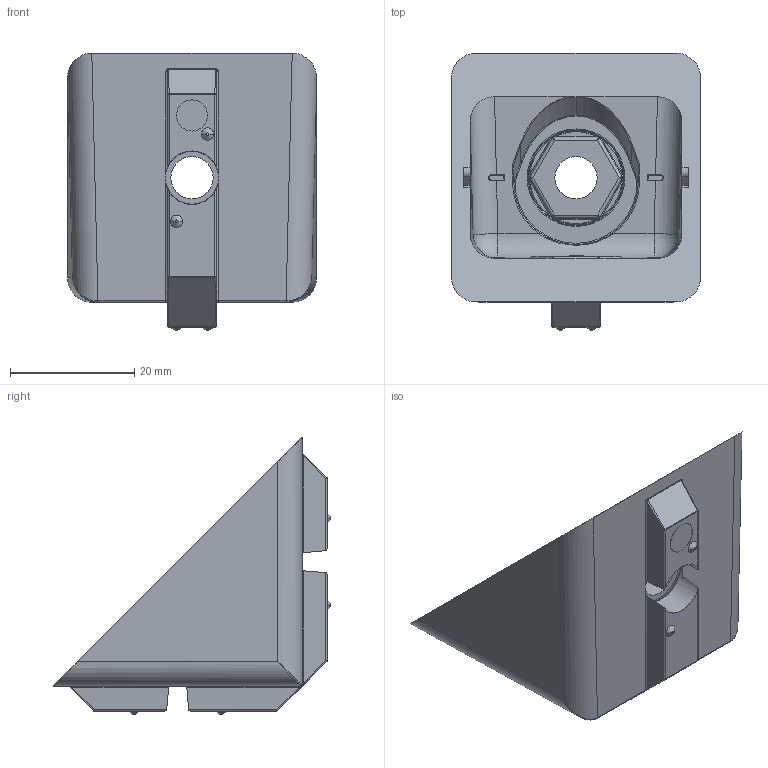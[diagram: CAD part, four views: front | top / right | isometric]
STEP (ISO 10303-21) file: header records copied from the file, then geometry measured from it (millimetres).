
FILE_DESCRIPTION (( 'STEP AP214' ), '1' );
FILE_NAME ('093W406N08S01.STEP', '2018-03-21T10:07:03', ( '' ), ( '' ), 'SwSTEP 2.0', 'SolidWorks 2017', '' );
FILE_SCHEMA (( 'AUTOMOTIVE_DESIGN' ));
Length unit declared in the file: millimetre
Products named in the file (4): 340ME486; 340ME444; 093W406N08_093W406N08; 093W406N08S01
Assembly tree (5 placements, depth 2):
  093W406N08S01
    093W406N08_093W406N08
    340ME444  x2
    340ME486  x2
Bounding box: 40 x 44.6 x 44.6 mm (x, y, z)
Volume: 19953.9 mm3; surface area: 10167.4 mm2
Topology: 5 solids, 5 shells, 485 faces, 1187 edges, 689 vertices
Faces by surface type: bspline 174, cylinder 145, plane 94, torus 40, cone 20, sphere 12
Entity records: 12606 total; most frequent: CARTESIAN_POINT 4733, ORIENTED_EDGE 1788, DIRECTION 1449, EDGE_CURVE 894, AXIS2_PLACEMENT_3D 578, VERTEX_POINT 535, EDGE_LOOP 381, FACE_OUTER_BOUND 370
